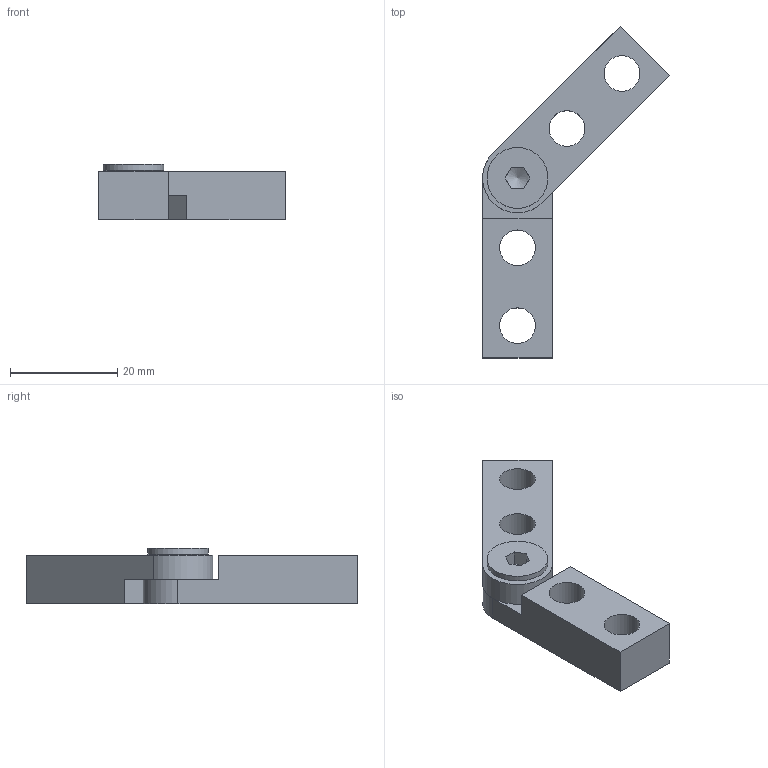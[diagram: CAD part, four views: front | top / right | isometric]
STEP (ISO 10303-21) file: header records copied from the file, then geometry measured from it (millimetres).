
FILE_DESCRIPTION(/* description */ ('GIUNTO INTERNO SNOD. AD ANGOLO VARIABILE'),/* implementation_level */ '2;1');
FILE_NAME(/* name */ 'CGIPR0000015.stp',/* time_stamp */ '2019-03-11T14:41:33+01:00',/* author */ ('fzagni'),/* organization */ (''),/* preprocessor_version */ 'ST-DEVELOPER v17.2',/* originating_system */ 'Autodesk Inventor 2019',/* authorisation */ '');
FILE_SCHEMA (('AUTOMOTIVE_DESIGN { 1 0 10303 214 3 1 1 }'));
Length unit declared in the file: millimetre
Products named in the file (4): CGIPR0000015; 440000011892; 440000011893; ISO 10642 - M6 x  10
Assembly tree (3 placements, depth 2):
  CGIPR0000015
    440000011892
    440000011893
    ISO 10642 - M6 x  10
Bounding box: 34.78 x 61.78 x 10.27 mm (x, y, z)
Volume: 6448.6 mm3; surface area: 4553.6 mm2
Topology: 3 solids, 3 shells, 36 faces, 97 edges, 67 vertices
Faces by surface type: plane 22, cylinder 10, cone 4
Full cylindrical faces by diameter (mm): 4.917 x1, 5.5 x1, 6 x1, 6.647 x4, 11.34 x1
Entity records: 1314 total; most frequent: CARTESIAN_POINT 220, DIRECTION 208, ORIENTED_EDGE 192, EDGE_CURVE 96, AXIS2_PLACEMENT_3D 76, VERTEX_POINT 67, LINE 56, VECTOR 56
